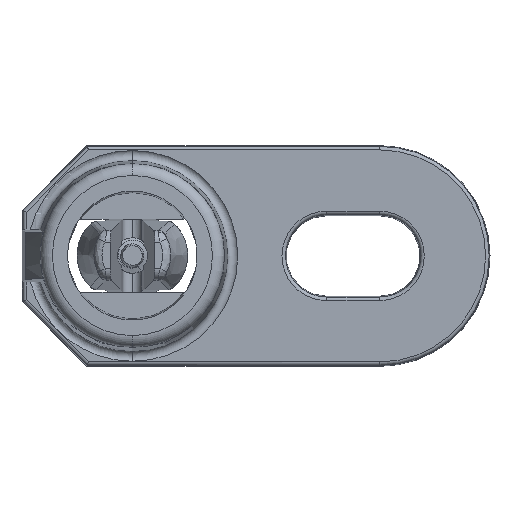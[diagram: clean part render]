
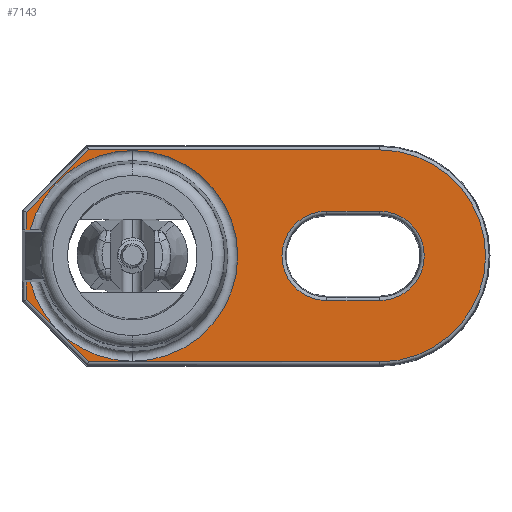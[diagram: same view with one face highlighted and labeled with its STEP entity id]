
A CAD part, top view. The second image highlights one B-rep face of the part: STEP entity #7143.
In plain terms, the highlighted planar face has unit normal (0, 0, 1).
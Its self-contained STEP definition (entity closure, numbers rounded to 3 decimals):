
#5040=AXIS2_PLACEMENT_3D('Circle Axis2P3D',#5038,#5039,$) ;
#5074=AXIS2_PLACEMENT_3D('Circle Axis2P3D',#5072,#5073,$) ;
#5167=AXIS2_PLACEMENT_3D('Circle Axis2P3D',#5165,#5166,$) ;
#5283=AXIS2_PLACEMENT_3D('Circle Axis2P3D',#5281,#5282,$) ;
#6507=AXIS2_PLACEMENT_3D('Circle Axis2P3D',#6505,#6506,$) ;
#6571=AXIS2_PLACEMENT_3D('Circle Axis2P3D',#6569,#6570,$) ;
#7121=AXIS2_PLACEMENT_3D('Plane Axis2P3D',#7118,#7119,#7120) ;
#4652=CARTESIAN_POINT('Vertex',(0.373,7.179,4.5)) ;
#4655=CARTESIAN_POINT('Line Origine',(0.538,7.179,4.5)) ;
#4659=CARTESIAN_POINT('Vertex',(0.703,7.179,4.5)) ;
#4867=CARTESIAN_POINT('Vertex',(0.703,11.579,4.5)) ;
#4870=CARTESIAN_POINT('Line Origine',(0.538,11.579,4.5)) ;
#4874=CARTESIAN_POINT('Vertex',(0.373,11.579,4.5)) ;
#5008=CARTESIAN_POINT('Vertex',(0.373,5.651,4.5)) ;
#5011=CARTESIAN_POINT('Line Origine',(0.373,5.526,4.5)) ;
#5035=CARTESIAN_POINT('Vertex',(9.379,0.429,4.5)) ;
#5038=CARTESIAN_POINT('Axis2P3D Location',(9.379,9.379,4.5)) ;
#5069=CARTESIAN_POINT('Vertex',(9.379,18.329,4.5)) ;
#5072=CARTESIAN_POINT('Axis2P3D Location',(9.379,9.379,4.5)) ;
#5145=CARTESIAN_POINT('Vertex',(5.651,0.373,4.5)) ;
#5148=CARTESIAN_POINT('Line Origine',(5.739,0.286,4.5)) ;
#5165=CARTESIAN_POINT('Axis2P3D Location',(9.379,9.379,4.5)) ;
#5219=CARTESIAN_POINT('Vertex',(30.379,0.373,4.5)) ;
#5222=CARTESIAN_POINT('Line Origine',(30.379,0.373,4.5)) ;
#5278=CARTESIAN_POINT('Vertex',(30.379,18.384,4.5)) ;
#5281=CARTESIAN_POINT('Axis2P3D Location',(30.379,9.379,4.5)) ;
#5354=CARTESIAN_POINT('Vertex',(5.651,18.384,4.5)) ;
#5357=CARTESIAN_POINT('Line Origine',(5.526,18.384,4.5)) ;
#5405=CARTESIAN_POINT('Vertex',(0.373,13.106,4.5)) ;
#5408=CARTESIAN_POINT('Line Origine',(0.286,13.019,4.5)) ;
#6486=CARTESIAN_POINT('Vertex',(30.379,13.173,4.5)) ;
#6502=CARTESIAN_POINT('Vertex',(30.379,5.584,4.5)) ;
#6505=CARTESIAN_POINT('Axis2P3D Location',(30.379,9.379,4.5)) ;
#6527=CARTESIAN_POINT('Vertex',(25.879,13.173,4.5)) ;
#6537=CARTESIAN_POINT('Line Origine',(30.379,13.173,4.5)) ;
#6559=CARTESIAN_POINT('Vertex',(25.879,5.584,4.5)) ;
#6569=CARTESIAN_POINT('Axis2P3D Location',(25.879,9.379,4.5)) ;
#6592=CARTESIAN_POINT('Line Origine',(25.879,5.584,4.5)) ;
#7102=CARTESIAN_POINT('Line Origine',(0.373,5.526,4.5)) ;
#7118=CARTESIAN_POINT('Axis2P3D Location',(9.379,9.379,4.5)) ;
#4656=DIRECTION('Vector Direction',(1.,0.,0.)) ;
#4871=DIRECTION('Vector Direction',(1.,0.,0.)) ;
#5012=DIRECTION('Vector Direction',(0.,-1.,0.)) ;
#5039=DIRECTION('Axis2P3D Direction',(0.,0.,1.)) ;
#5073=DIRECTION('Axis2P3D Direction',(0.,0.,1.)) ;
#5149=DIRECTION('Vector Direction',(0.707,-0.707,0.)) ;
#5166=DIRECTION('Axis2P3D Direction',(0.,0.,1.)) ;
#5223=DIRECTION('Vector Direction',(1.,0.,0.)) ;
#5282=DIRECTION('Axis2P3D Direction',(0.,0.,-1.)) ;
#5358=DIRECTION('Vector Direction',(-1.,0.,0.)) ;
#5409=DIRECTION('Vector Direction',(-0.707,-0.707,0.)) ;
#6506=DIRECTION('Axis2P3D Direction',(0.,0.,1.)) ;
#6538=DIRECTION('Vector Direction',(1.,0.,0.)) ;
#6570=DIRECTION('Axis2P3D Direction',(0.,0.,1.)) ;
#6593=DIRECTION('Vector Direction',(-1.,0.,0.)) ;
#7103=DIRECTION('Vector Direction',(0.,-1.,0.)) ;
#7119=DIRECTION('Axis2P3D Direction',(0.,0.,-1.)) ;
#7120=DIRECTION('Axis2P3D XDirection',(-1.,0.,0.)) ;
#4657=VECTOR('Line Direction',#4656,1.) ;
#4872=VECTOR('Line Direction',#4871,1.) ;
#5013=VECTOR('Line Direction',#5012,1.) ;
#5150=VECTOR('Line Direction',#5149,1.) ;
#5224=VECTOR('Line Direction',#5223,1.) ;
#5359=VECTOR('Line Direction',#5358,1.) ;
#5410=VECTOR('Line Direction',#5409,1.) ;
#6539=VECTOR('Line Direction',#6538,1.) ;
#6594=VECTOR('Line Direction',#6593,1.) ;
#7104=VECTOR('Line Direction',#7103,1.) ;
#7124=ORIENTED_EDGE('',*,*,#5076,.T.) ;
#7125=ORIENTED_EDGE('',*,*,#5169,.T.) ;
#7126=ORIENTED_EDGE('',*,*,#5042,.T.) ;
#7127=ORIENTED_EDGE('',*,*,#4661,.F.) ;
#7128=ORIENTED_EDGE('',*,*,#5015,.F.) ;
#7129=ORIENTED_EDGE('',*,*,#5152,.F.) ;
#7130=ORIENTED_EDGE('',*,*,#5226,.F.) ;
#7131=ORIENTED_EDGE('',*,*,#5285,.F.) ;
#7132=ORIENTED_EDGE('',*,*,#5361,.F.) ;
#7133=ORIENTED_EDGE('',*,*,#5412,.F.) ;
#7134=ORIENTED_EDGE('',*,*,#7106,.F.) ;
#7135=ORIENTED_EDGE('',*,*,#4876,.T.) ;
#7138=ORIENTED_EDGE('',*,*,#6596,.F.) ;
#7139=ORIENTED_EDGE('',*,*,#6573,.F.) ;
#7140=ORIENTED_EDGE('',*,*,#6541,.F.) ;
#7141=ORIENTED_EDGE('',*,*,#6509,.F.) ;
#7142=FACE_BOUND('',#7137,.T.) ;
#7143=ADVANCED_FACE('Importiert1',(#7136,#7142),#7122,.F.) ;
#5041=CIRCLE('generated circle',#5040,8.95) ;
#5075=CIRCLE('generated circle',#5074,8.95) ;
#5168=CIRCLE('generated circle',#5167,8.95) ;
#5284=CIRCLE('generated circle',#5283,9.005) ;
#6508=CIRCLE('generated circle',#6507,3.795) ;
#6572=CIRCLE('generated circle',#6571,3.795) ;
#4661=EDGE_CURVE('',#4653,#4660,#4658,.T.) ;
#4876=EDGE_CURVE('',#4875,#4868,#4873,.T.) ;
#5015=EDGE_CURVE('',#5009,#4653,#5014,.F.) ;
#5042=EDGE_CURVE('',#5036,#4660,#5041,.F.) ;
#5076=EDGE_CURVE('',#4868,#5070,#5075,.F.) ;
#5152=EDGE_CURVE('',#5146,#5009,#5151,.F.) ;
#5169=EDGE_CURVE('',#5070,#5036,#5168,.F.) ;
#5226=EDGE_CURVE('',#5220,#5146,#5225,.F.) ;
#5285=EDGE_CURVE('',#5279,#5220,#5284,.T.) ;
#5361=EDGE_CURVE('',#5355,#5279,#5360,.F.) ;
#5412=EDGE_CURVE('',#5406,#5355,#5411,.F.) ;
#6509=EDGE_CURVE('',#6503,#6487,#6508,.T.) ;
#6541=EDGE_CURVE('',#6487,#6528,#6540,.F.) ;
#6573=EDGE_CURVE('',#6528,#6560,#6572,.T.) ;
#6596=EDGE_CURVE('',#6560,#6503,#6595,.F.) ;
#7106=EDGE_CURVE('',#4875,#5406,#7105,.F.) ;
#7123=EDGE_LOOP('',(#7124,#7125,#7126,#7127,#7128,#7129,#7130,#7131,#7132,#7133,#7134,#7135)) ;
#7137=EDGE_LOOP('',(#7138,#7139,#7140,#7141)) ;
#7136=FACE_OUTER_BOUND('',#7123,.T.) ;
#4658=LINE('Line',#4655,#4657) ;
#4873=LINE('Line',#4870,#4872) ;
#5014=LINE('Line',#5011,#5013) ;
#5151=LINE('Line',#5148,#5150) ;
#5225=LINE('Line',#5222,#5224) ;
#5360=LINE('Line',#5357,#5359) ;
#5411=LINE('Line',#5408,#5410) ;
#6540=LINE('Line',#6537,#6539) ;
#6595=LINE('Line',#6592,#6594) ;
#7105=LINE('Line',#7102,#7104) ;
#7122=PLANE('',#7121) ;
#4653=VERTEX_POINT('',#4652) ;
#4660=VERTEX_POINT('',#4659) ;
#4868=VERTEX_POINT('',#4867) ;
#4875=VERTEX_POINT('',#4874) ;
#5009=VERTEX_POINT('',#5008) ;
#5036=VERTEX_POINT('',#5035) ;
#5070=VERTEX_POINT('',#5069) ;
#5146=VERTEX_POINT('',#5145) ;
#5220=VERTEX_POINT('',#5219) ;
#5279=VERTEX_POINT('',#5278) ;
#5355=VERTEX_POINT('',#5354) ;
#5406=VERTEX_POINT('',#5405) ;
#6487=VERTEX_POINT('',#6486) ;
#6503=VERTEX_POINT('',#6502) ;
#6528=VERTEX_POINT('',#6527) ;
#6560=VERTEX_POINT('',#6559) ;
